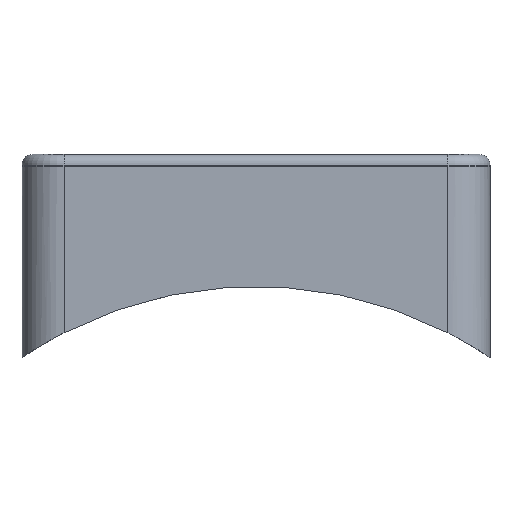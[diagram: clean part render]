
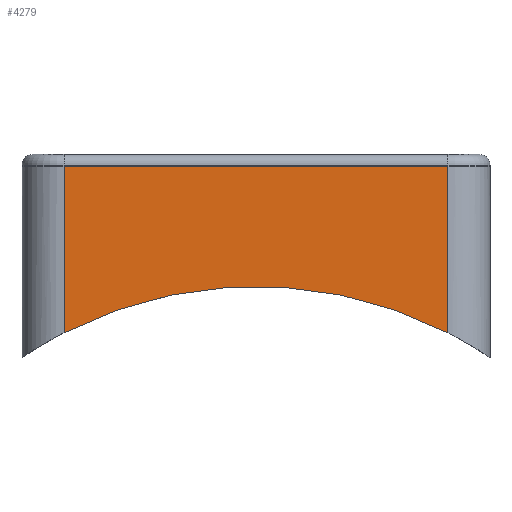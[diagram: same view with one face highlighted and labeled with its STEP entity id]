
A CAD part, front view. The second image highlights one B-rep face of the part: STEP entity #4279.
In plain terms, the highlighted planar face has unit normal (0, -1, 0).
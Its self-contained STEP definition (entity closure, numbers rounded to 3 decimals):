
#605 = CYLINDRICAL_SURFACE('',#606,35.);
#606 = AXIS2_PLACEMENT_3D('',#607,#608,#609);
#607 = CARTESIAN_POINT('',(0.,12.,-45.));
#608 = DIRECTION('',(0.,-1.,0.));
#609 = DIRECTION('',(1.,0.,0.));
#1018 = CYLINDRICAL_SURFACE('',#1019,3.5);
#1019 = AXIS2_PLACEMENT_3D('',#1020,#1021,#1022);
#1020 = CARTESIAN_POINT('',(-16.,-17.,0.));
#1021 = DIRECTION('',(0.,0.,1.));
#1022 = DIRECTION('',(1.,0.,0.));
#2086 = VERTEX_POINT('',#2087);
#2087 = CARTESIAN_POINT('',(-16.,-20.5,-13.871));
#2189 = EDGE_CURVE('',#2190,#2086,#2192,.T.);
#2190 = VERTEX_POINT('',#2191);
#2191 = CARTESIAN_POINT('',(16.,-20.5,
    -13.871));
#2192 = SURFACE_CURVE('',#2193,(#2198,#2205),.PCURVE_S1.);
#2193 = CIRCLE('',#2194,35.);
#2194 = AXIS2_PLACEMENT_3D('',#2195,#2196,#2197);
#2195 = CARTESIAN_POINT('',(0.,-20.5,-45.));
#2196 = DIRECTION('',(0.,-1.,0.));
#2197 = DIRECTION('',(1.,0.,0.));
#2198 = PCURVE('',#605,#2199);
#2199 = DEFINITIONAL_REPRESENTATION('',(#2200),#2204);
#2200 = LINE('',#2201,#2202);
#2201 = CARTESIAN_POINT('',(0.,32.5));
#2202 = VECTOR('',#2203,1.);
#2203 = DIRECTION('',(1.,0.));
#2204 = ( GEOMETRIC_REPRESENTATION_CONTEXT(2) 
PARAMETRIC_REPRESENTATION_CONTEXT() REPRESENTATION_CONTEXT('2D SPACE',''
  ) );
#2205 = PCURVE('',#2206,#2211);
#2206 = PLANE('',#2207);
#2207 = AXIS2_PLACEMENT_3D('',#2208,#2209,#2210);
#2208 = CARTESIAN_POINT('',(-16.,-20.5,0.));
#2209 = DIRECTION('',(0.,-1.,0.));
#2210 = DIRECTION('',(1.,0.,0.));
#2211 = DEFINITIONAL_REPRESENTATION('',(#2212),#2216);
#2212 = CIRCLE('',#2213,35.);
#2213 = AXIS2_PLACEMENT_2D('',#2214,#2215);
#2214 = CARTESIAN_POINT('',(16.,-45.));
#2215 = DIRECTION('',(1.,0.));
#2216 = ( GEOMETRIC_REPRESENTATION_CONTEXT(2) 
PARAMETRIC_REPRESENTATION_CONTEXT() REPRESENTATION_CONTEXT('2D SPACE',''
  ) );
#2288 = CYLINDRICAL_SURFACE('',#2289,3.5);
#2289 = AXIS2_PLACEMENT_3D('',#2290,#2291,#2292);
#2290 = CARTESIAN_POINT('',(16.,-17.,0.));
#2291 = DIRECTION('',(0.,0.,1.));
#2292 = DIRECTION('',(1.,0.,0.));
#3160 = VERTEX_POINT('',#3161);
#3161 = CARTESIAN_POINT('',(-16.,-20.5,0.));
#3183 = EDGE_CURVE('',#3160,#2086,#3184,.T.);
#3184 = SURFACE_CURVE('',#3185,(#3189,#3196),.PCURVE_S1.);
#3185 = LINE('',#3186,#3187);
#3186 = CARTESIAN_POINT('',(-16.,-20.5,0.));
#3187 = VECTOR('',#3188,1.);
#3188 = DIRECTION('',(0.,0.,-1.));
#3189 = PCURVE('',#1018,#3190);
#3190 = DEFINITIONAL_REPRESENTATION('',(#3191),#3195);
#3191 = LINE('',#3192,#3193);
#3192 = CARTESIAN_POINT('',(-1.571,0.));
#3193 = VECTOR('',#3194,1.);
#3194 = DIRECTION('',(-0.,-1.));
#3195 = ( GEOMETRIC_REPRESENTATION_CONTEXT(2) 
PARAMETRIC_REPRESENTATION_CONTEXT() REPRESENTATION_CONTEXT('2D SPACE',''
  ) );
#3196 = PCURVE('',#2206,#3197);
#3197 = DEFINITIONAL_REPRESENTATION('',(#3198),#3202);
#3198 = LINE('',#3199,#3200);
#3199 = CARTESIAN_POINT('',(0.,0.));
#3200 = VECTOR('',#3201,1.);
#3201 = DIRECTION('',(0.,-1.));
#3202 = ( GEOMETRIC_REPRESENTATION_CONTEXT(2) 
PARAMETRIC_REPRESENTATION_CONTEXT() REPRESENTATION_CONTEXT('2D SPACE',''
  ) );
#4161 = EDGE_CURVE('',#4162,#2190,#4164,.T.);
#4162 = VERTEX_POINT('',#4163);
#4163 = CARTESIAN_POINT('',(16.,-20.5,0.));
#4164 = SURFACE_CURVE('',#4165,(#4169,#4176),.PCURVE_S1.);
#4165 = LINE('',#4166,#4167);
#4166 = CARTESIAN_POINT('',(16.,-20.5,0.));
#4167 = VECTOR('',#4168,1.);
#4168 = DIRECTION('',(0.,0.,-1.));
#4169 = PCURVE('',#2288,#4170);
#4170 = DEFINITIONAL_REPRESENTATION('',(#4171),#4175);
#4171 = LINE('',#4172,#4173);
#4172 = CARTESIAN_POINT('',(-1.571,0.));
#4173 = VECTOR('',#4174,1.);
#4174 = DIRECTION('',(-0.,-1.));
#4175 = ( GEOMETRIC_REPRESENTATION_CONTEXT(2) 
PARAMETRIC_REPRESENTATION_CONTEXT() REPRESENTATION_CONTEXT('2D SPACE',''
  ) );
#4176 = PCURVE('',#2206,#4177);
#4177 = DEFINITIONAL_REPRESENTATION('',(#4178),#4182);
#4178 = LINE('',#4179,#4180);
#4179 = CARTESIAN_POINT('',(32.,0.));
#4180 = VECTOR('',#4181,1.);
#4181 = DIRECTION('',(0.,-1.));
#4182 = ( GEOMETRIC_REPRESENTATION_CONTEXT(2) 
PARAMETRIC_REPRESENTATION_CONTEXT() REPRESENTATION_CONTEXT('2D SPACE',''
  ) );
#4279 = ADVANCED_FACE('',(#4280),#2206,.T.);
#4280 = FACE_BOUND('',#4281,.T.);
#4281 = EDGE_LOOP('',(#4282,#4308,#4309,#4310));
#4282 = ORIENTED_EDGE('',*,*,#4283,.F.);
#4283 = EDGE_CURVE('',#3160,#4162,#4284,.T.);
#4284 = SURFACE_CURVE('',#4285,(#4289,#4296),.PCURVE_S1.);
#4285 = LINE('',#4286,#4287);
#4286 = CARTESIAN_POINT('',(-16.,-20.5,0.));
#4287 = VECTOR('',#4288,1.);
#4288 = DIRECTION('',(1.,0.,0.));
#4289 = PCURVE('',#2206,#4290);
#4290 = DEFINITIONAL_REPRESENTATION('',(#4291),#4295);
#4291 = LINE('',#4292,#4293);
#4292 = CARTESIAN_POINT('',(0.,0.));
#4293 = VECTOR('',#4294,1.);
#4294 = DIRECTION('',(1.,0.));
#4295 = ( GEOMETRIC_REPRESENTATION_CONTEXT(2) 
PARAMETRIC_REPRESENTATION_CONTEXT() REPRESENTATION_CONTEXT('2D SPACE',''
  ) );
#4296 = PCURVE('',#4297,#4302);
#4297 = PLANE('',#4298);
#4298 = AXIS2_PLACEMENT_3D('',#4299,#4300,#4301);
#4299 = CARTESIAN_POINT('',(-16.,-20.5,0.));
#4300 = DIRECTION('',(0.,1.,0.));
#4301 = DIRECTION('',(1.,0.,0.));
#4302 = DEFINITIONAL_REPRESENTATION('',(#4303),#4307);
#4303 = LINE('',#4304,#4305);
#4304 = CARTESIAN_POINT('',(0.,0.));
#4305 = VECTOR('',#4306,1.);
#4306 = DIRECTION('',(1.,0.));
#4307 = ( GEOMETRIC_REPRESENTATION_CONTEXT(2) 
PARAMETRIC_REPRESENTATION_CONTEXT() REPRESENTATION_CONTEXT('2D SPACE',''
  ) );
#4308 = ORIENTED_EDGE('',*,*,#3183,.T.);
#4309 = ORIENTED_EDGE('',*,*,#2189,.F.);
#4310 = ORIENTED_EDGE('',*,*,#4161,.F.);
